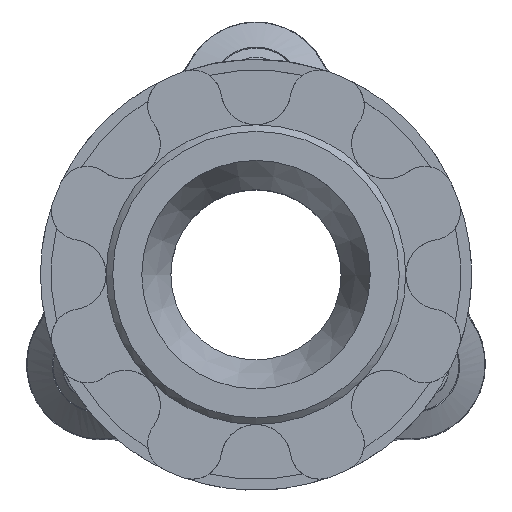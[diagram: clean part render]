
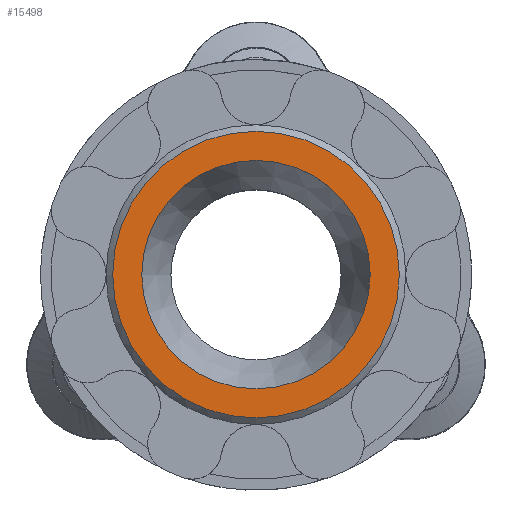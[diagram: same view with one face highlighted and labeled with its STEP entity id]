
A CAD part, top view. The second image highlights one B-rep face of the part: STEP entity #15498.
In plain terms, the highlighted planar face has unit normal (0, 0, 1).
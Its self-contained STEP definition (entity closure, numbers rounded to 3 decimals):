
#2619 = CIRCLE ( 'NONE', #9621, 53. ) ;
#2620 = CIRCLE ( 'NONE', #9622, 66.5 ) ;
#2687 = FACE_OUTER_BOUND ( 'NONE', #13797, .T. ) ;
#2690 = FACE_BOUND ( 'NONE', #13793, .T. ) ;
#3033 = VERTEX_POINT ( 'NONE', #7590 ) ;
#3034 = VERTEX_POINT ( 'NONE', #7591 ) ;
#5424 = CARTESIAN_POINT ( 'NONE',  ( 0., 40., 55.5 ) ) ;
#5544 = PLANE ( 'NONE',  #9636 ) ;
#5546 = DIRECTION ( 'NONE',  ( 0., 0., -1. ) ) ;
#5547 = DIRECTION ( 'NONE',  ( -1., 0., 0. ) ) ;
#7590 = CARTESIAN_POINT ( 'NONE',  ( 53., 0., 55.5 ) ) ;
#7591 = CARTESIAN_POINT ( 'NONE',  ( -66.5, 0., 55.5 ) ) ;
#9621 = AXIS2_PLACEMENT_3D ( 'NONE', #10161, #10162, #10163 ) ;
#9622 = AXIS2_PLACEMENT_3D ( 'NONE', #10176, #10177, #10178 ) ;
#9636 = AXIS2_PLACEMENT_3D ( 'NONE', #5424, #5546, #5547 ) ;
#10161 = CARTESIAN_POINT ( 'NONE',  ( 0., 0., 55.5 ) ) ;
#10162 = DIRECTION ( 'NONE',  ( 0., 0., 1. ) ) ;
#10163 = DIRECTION ( 'NONE',  ( 1., 0., 0. ) ) ;
#10176 = CARTESIAN_POINT ( 'NONE',  ( 0., 0., 55.5 ) ) ;
#10177 = DIRECTION ( 'NONE',  ( 0., 0., -1. ) ) ;
#10178 = DIRECTION ( 'NONE',  ( -1., 0., 0. ) ) ;
#13409 = EDGE_CURVE ( 'NONE', #3033, #3033, #2619, .T. ) ;
#13413 = EDGE_CURVE ( 'NONE', #3034, #3034, #2620, .T. ) ;
#13685 = ORIENTED_EDGE ( 'NONE', *, *, #13413, .F. ) ;
#13686 = ORIENTED_EDGE ( 'NONE', *, *, #13409, .F. ) ;
#13793 = EDGE_LOOP ( 'NONE', ( #13686 ) ) ;
#13797 = EDGE_LOOP ( 'NONE', ( #13685 ) ) ;
#15498 = ADVANCED_FACE ( 'NONE', ( #2687, #2690 ), #5544, .F. ) ;
